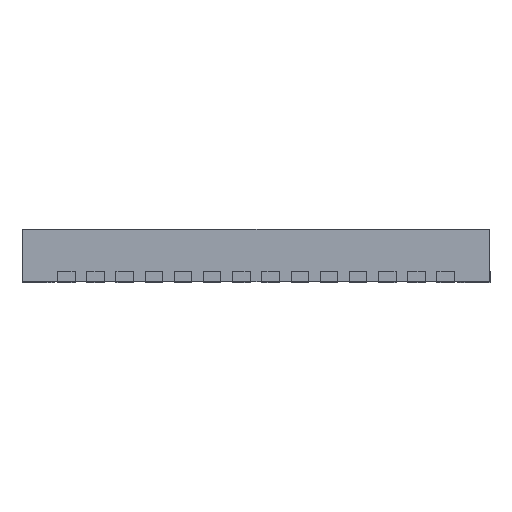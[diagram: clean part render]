
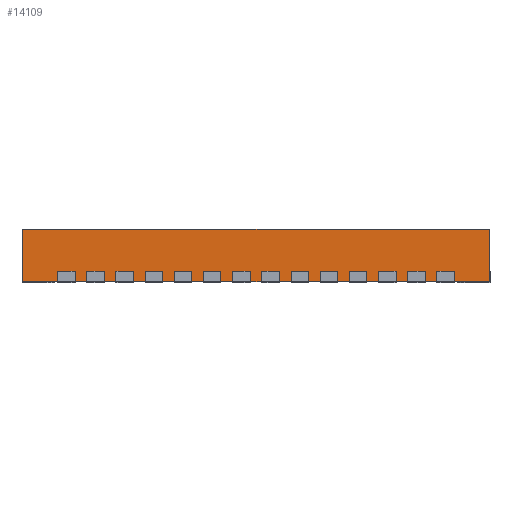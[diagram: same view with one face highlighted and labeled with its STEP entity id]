
A CAD part, left-side view. The second image highlights one B-rep face of the part: STEP entity #14109.
In plain terms, the highlighted planar face has unit normal (-1, 0, 0).
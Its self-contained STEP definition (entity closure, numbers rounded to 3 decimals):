
#1410 = EDGE_CURVE ( 'NONE', #26062, #9172, #10656, .T. ) ;
#1782 = CARTESIAN_POINT ( 'NONE',  ( -4., 4., 0.93 ) ) ;
#9172 = VERTEX_POINT ( 'NONE', #31020 ) ;
#9778 = CARTESIAN_POINT ( 'NONE',  ( -4., 4., 0.93 ) ) ;
#10656 = LINE ( 'NONE', #11174, #15263 ) ;
#10828 = ORIENTED_EDGE ( 'NONE', *, *, #29178, .F. ) ;
#11174 = CARTESIAN_POINT ( 'NONE',  ( -4., 4., 0.03 ) ) ;
#11328 = CARTESIAN_POINT ( 'NONE',  ( -4., -4., 0.93 ) ) ;
#11610 = CARTESIAN_POINT ( 'NONE',  ( -4., -4., 0.93 ) ) ;
#12233 = DIRECTION ( 'NONE',  ( 1., 0., 0. ) ) ;
#12407 = PLANE ( 'NONE',  #29743 ) ;
#13599 = DIRECTION ( 'NONE',  ( 0., 0., -1. ) ) ;
#13871 = EDGE_CURVE ( 'NONE', #21315, #22690, #25227, .T. ) ;
#14109 = ADVANCED_FACE ( 'NONE', ( #14706 ), #12407, .F. ) ;
#14706 = FACE_OUTER_BOUND ( 'NONE', #25614, .T. ) ;
#14712 = VECTOR ( 'NONE', #25384, 1000. ) ;
#15263 = VECTOR ( 'NONE', #21381, 1000. ) ;
#18012 = LINE ( 'NONE', #11328, #30491 ) ;
#18868 = ORIENTED_EDGE ( 'NONE', *, *, #32256, .T. ) ;
#18928 = VECTOR ( 'NONE', #32748, 1000. ) ;
#19833 = LINE ( 'NONE', #25186, #18928 ) ;
#21315 = VERTEX_POINT ( 'NONE', #9778 ) ;
#21381 = DIRECTION ( 'NONE',  ( 0., -1., 0. ) ) ;
#22690 = VERTEX_POINT ( 'NONE', #11610 ) ;
#22940 = DIRECTION ( 'NONE',  ( 0., 1., 0. ) ) ;
#25186 = CARTESIAN_POINT ( 'NONE',  ( -4., 4., 0.93 ) ) ;
#25227 = LINE ( 'NONE', #1782, #14712 ) ;
#25384 = DIRECTION ( 'NONE',  ( 0., -1., 0. ) ) ;
#25614 = EDGE_LOOP ( 'NONE', ( #29246, #10828, #26672, #18868 ) ) ;
#26062 = VERTEX_POINT ( 'NONE', #31430 ) ;
#26672 = ORIENTED_EDGE ( 'NONE', *, *, #13871, .F. ) ;
#29178 = EDGE_CURVE ( 'NONE', #22690, #9172, #18012, .T. ) ;
#29246 = ORIENTED_EDGE ( 'NONE', *, *, #1410, .T. ) ;
#29743 = AXIS2_PLACEMENT_3D ( 'NONE', #31115, #12233, #22940 ) ;
#30491 = VECTOR ( 'NONE', #13599, 1000. ) ;
#31020 = CARTESIAN_POINT ( 'NONE',  ( -4., -4., 0.03 ) ) ;
#31115 = CARTESIAN_POINT ( 'NONE',  ( -4., 4., 0.93 ) ) ;
#31430 = CARTESIAN_POINT ( 'NONE',  ( -4., 4., 0.03 ) ) ;
#32256 = EDGE_CURVE ( 'NONE', #21315, #26062, #19833, .T. ) ;
#32748 = DIRECTION ( 'NONE',  ( 0., 0., -1. ) ) ;
